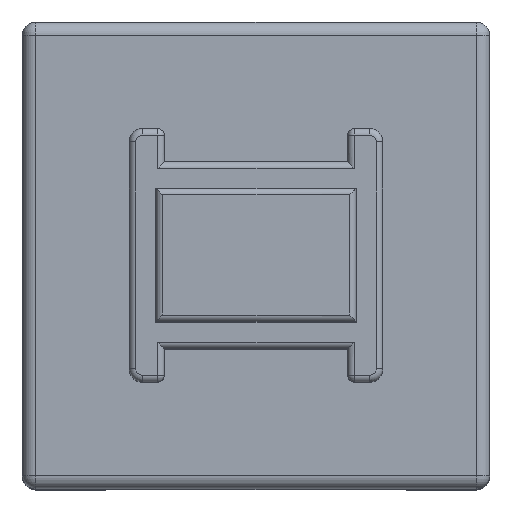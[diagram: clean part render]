
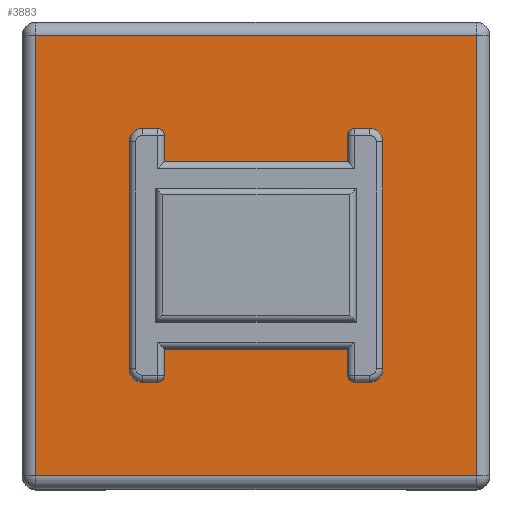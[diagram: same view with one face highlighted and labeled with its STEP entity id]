
A CAD part, top view. The second image highlights one B-rep face of the part: STEP entity #3883.
In plain terms, the highlighted planar face has unit normal (0, 0, 1).
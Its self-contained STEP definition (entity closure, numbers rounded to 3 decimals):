
#206 = AXIS2_PLACEMENT_3D ( 'NONE', #21915, #4816, #21694 ) ;
#542 = ORIENTED_EDGE ( 'NONE', *, *, #20889, .T. ) ;
#756 = VECTOR ( 'NONE', #9374, 1000. ) ;
#815 = ORIENTED_EDGE ( 'NONE', *, *, #18287, .T. ) ;
#1037 = ORIENTED_EDGE ( 'NONE', *, *, #11274, .T. ) ;
#1553 = CARTESIAN_POINT ( 'NONE',  ( 3.3, 3.3, 7.1 ) ) ;
#2139 = EDGE_CURVE ( 'NONE', #20378, #11705, #5927, .T. ) ;
#2596 = CARTESIAN_POINT ( 'NONE',  ( 3.3, 3.3, 7.1 ) ) ;
#2939 = VECTOR ( 'NONE', #11955, 1000. ) ;
#3018 = PLANE ( 'NONE',  #206 ) ;
#3634 = CARTESIAN_POINT ( 'NONE',  ( -3.3, 3.3, 7.1 ) ) ;
#3883 = ADVANCED_FACE ( 'NONE', ( #6032 ), #3018, .T. ) ;
#4283 = VECTOR ( 'NONE', #12909, 1000. ) ;
#4362 = DIRECTION ( 'NONE',  ( 1., 0., 0. ) ) ;
#4816 = DIRECTION ( 'NONE',  ( 0., 0., 1. ) ) ;
#5927 = LINE ( 'NONE', #11031, #19392 ) ;
#6032 = FACE_OUTER_BOUND ( 'NONE', #8872, .T. ) ;
#6162 = CARTESIAN_POINT ( 'NONE',  ( -3.3, -3.3, 7.1 ) ) ;
#8631 = LINE ( 'NONE', #3634, #2939 ) ;
#8872 = EDGE_LOOP ( 'NONE', ( #12504, #1037, #542, #815 ) ) ;
#9193 = CARTESIAN_POINT ( 'NONE',  ( 3.3, -3.3, 7.1 ) ) ;
#9374 = DIRECTION ( 'NONE',  ( 0., 1., 0. ) ) ;
#11031 = CARTESIAN_POINT ( 'NONE',  ( 3.3, -3.3, 7.1 ) ) ;
#11274 = EDGE_CURVE ( 'NONE', #11705, #13471, #15954, .T. ) ;
#11705 = VERTEX_POINT ( 'NONE', #9193 ) ;
#11955 = DIRECTION ( 'NONE',  ( -1., 0., 0. ) ) ;
#12504 = ORIENTED_EDGE ( 'NONE', *, *, #2139, .T. ) ;
#12613 = CARTESIAN_POINT ( 'NONE',  ( -3.3, 3.3, 7.1 ) ) ;
#12909 = DIRECTION ( 'NONE',  ( 0., -1., 0. ) ) ;
#13017 = LINE ( 'NONE', #6162, #4283 ) ;
#13471 = VERTEX_POINT ( 'NONE', #1553 ) ;
#15954 = LINE ( 'NONE', #2596, #756 ) ;
#17510 = VERTEX_POINT ( 'NONE', #12613 ) ;
#18287 = EDGE_CURVE ( 'NONE', #17510, #20378, #13017, .T. ) ;
#19392 = VECTOR ( 'NONE', #4362, 1000. ) ;
#20159 = CARTESIAN_POINT ( 'NONE',  ( -3.3, -3.3, 7.1 ) ) ;
#20378 = VERTEX_POINT ( 'NONE', #20159 ) ;
#20889 = EDGE_CURVE ( 'NONE', #13471, #17510, #8631, .T. ) ;
#21694 = DIRECTION ( 'NONE',  ( 1., 0., 0. ) ) ;
#21915 = CARTESIAN_POINT ( 'NONE',  ( 3.3, 3.3, 7.1 ) ) ;
